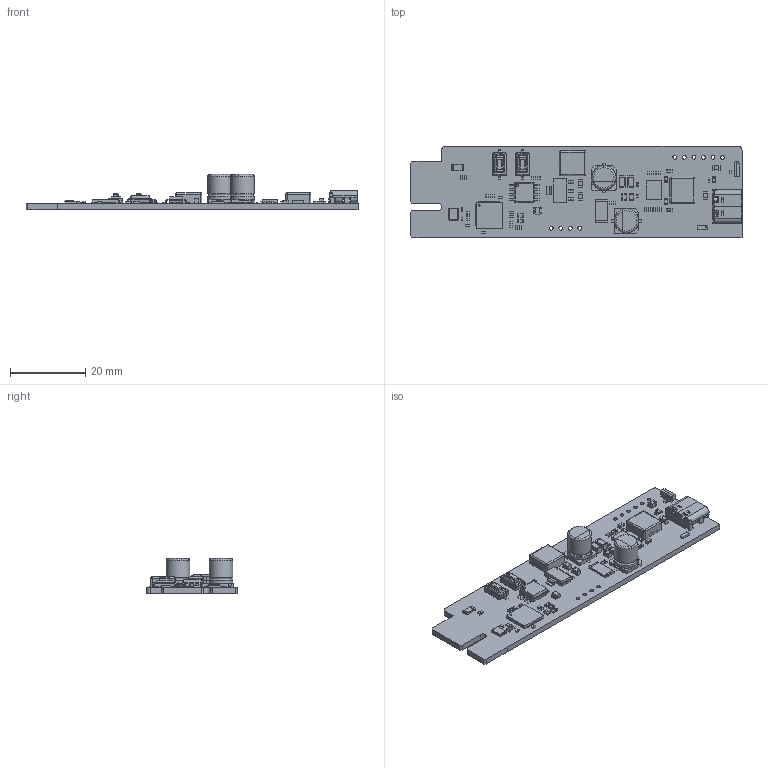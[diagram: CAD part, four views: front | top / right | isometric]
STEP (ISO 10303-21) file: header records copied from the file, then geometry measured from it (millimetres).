
FILE_DESCRIPTION(('KiCad electronic assembly'),'2;1');
FILE_NAME('charger-module.step','2024-08-12T14:16:59',('Pcbnew'),( 'Kicad'),'Open CASCADE STEP processor 7.6','KiCad to STEP converter' ,'Unknown');
FILE_SCHEMA(('AUTOMOTIVE_DESIGN { 1 0 10303 214 1 1 1 1 }'));
Length unit declared in the file: millimetre
Products named in the file (42): charger-module 1; C_0402_1005Metric; USB_C_Receptacle_GCT_USB4105-xx-A_16P_TopMnt_Horizontal; USB_C_Receptacle_16P_TopMnt_Horizontal_GCT_USB4105-xx-A; R_0603_1608Metric; C_1206_3216Metric; R_0402_1005Metric; SOT-353_SC-70-5; SOT_353_SC_70_5; SW_Tactile_SPST_NO_Straight_CK_PTS636Sx25SMTRLFS; PTS636Sx25SMTRLFS; L_Sunlord_MWSA0603S; CQ assembly; CP_Elec_6.3x7.7; CP_Elec_63x77; SOT-223; SOT_223; C_0805_2012Metric; MPQ4242; ASSEMBLY; Fuse_1206_3216Metric; QFN-56-1EP_7x7mm_P0.4mm_EP3.2x3.2mm; QFN_56_1EP_7x7mm_P04mm_EP32x32mm; Crystal_SMD_3225-4Pin_3.2x2.5mm; 4691; C_0603_1608Metric; R_2512_6332Metric; SOIC-8_5.275x5.275mm_P1.27mm; SOIC_8_5275x5275mm_P127mm; Diodes_UDFN-10_1.0x2.5mm_P0.5mm; kibot_0ujo6ftn_PCB
Assembly tree (90 placements, depth 3):
  charger-module 1
    C_0402_1005Metric  x25
      C_0402_1005Metric
    USB_C_Receptacle_GCT_USB4105-xx-A_16P_TopMnt_Horizontal
      USB_C_Receptacle_16P_TopMnt_Horizontal_GCT_USB4105-xx-A
    R_0603_1608Metric  x5
      R_0603_1608Metric
    C_1206_3216Metric  x2
      C_1206_3216Metric
    R_0402_1005Metric  x12
      R_0402_1005Metric
    SOT-353_SC-70-5
      SOT_353_SC_70_5
    SW_Tactile_SPST_NO_Straight_CK_PTS636Sx25SMTRLFS  x2
      PTS636Sx25SMTRLFS
    L_Sunlord_MWSA0603S  x2
      CQ assembly
    CP_Elec_6.3x7.7  x2
      CP_Elec_63x77
    SOT-223
      SOT_223
    C_0805_2012Metric  x6
      C_0805_2012Metric
    MPQ4242
      ASSEMBLY
    Fuse_1206_3216Metric
      Fuse_1206_3216Metric
    QFN-56-1EP_7x7mm_P0.4mm_EP3.2x3.2mm
      QFN_56_1EP_7x7mm_P04mm_EP32x32mm
    Crystal_SMD_3225-4Pin_3.2x2.5mm
      Crystal_SMD_3225-4Pin_3.2x2.5mm
    4691
      4691
    C_0603_1608Metric  x2
      C_0603_1608Metric
    R_2512_6332Metric
      R_2512_6332Metric
    SOIC-8_5.275x5.275mm_P1.27mm
      SOIC_8_5275x5275mm_P127mm
    Diodes_UDFN-10_1.0x2.5mm_P0.5mm
      Diodes_UDFN-10_1.0x2.5mm_P0.5mm
    kibot_0ujo6ftn_PCB
Bounding box: 88.4 x 24.3 x 9.36 mm (x, y, z)
Volume: 4511.8 mm3; surface area: 7247.7 mm2
Topology: 148 solids, 148 shells, 3818 faces, 9770 edges, 6296 vertices
Faces by surface type: plane 2689, cylinder 982, bspline 105, sphere 24, cone 8, torus 8, revolution 2
Full cylindrical faces by diameter (mm): 0.2 x1, 0.4 x1, 0.5 x2, 0.6 x1, 0.65 x2, 1 x10, 6.3 x4
Entity records: 79636 total; most frequent: CARTESIAN_POINT 12615, ORIENTED_EDGE 11470, DIRECTION 10966, EDGE_CURVE 5735, LINE 4765, VECTOR 4765, VERTEX_POINT 3679, AXIS2_PLACEMENT_3D 3100
